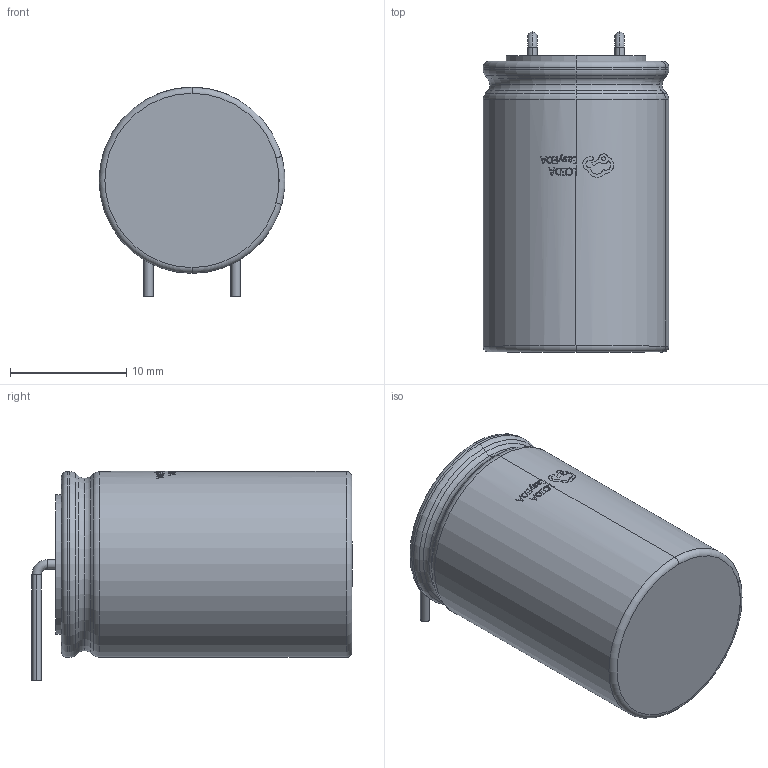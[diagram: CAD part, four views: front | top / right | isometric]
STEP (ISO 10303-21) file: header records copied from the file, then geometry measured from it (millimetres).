
FILE_DESCRIPTION (( 'STEP AP214' ), '1' );
FILE_NAME ('CAP-TH-2P-L26.0-W16.0-H16.0-P7.6.step', '2022-07-01T06:52:51', ( '' ), ( '' ), 'SwSTEP 2.0', 'SolidWorks 2020', '' );
FILE_SCHEMA (( 'AUTOMOTIVE_DESIGN' ));
Length unit declared in the file: millimetre
Products named in the file (1): CAP-TH-2P-L26.0-W16.0-H16.0-P7.6
Bounding box: 16 x 27.55 x 18.01 mm (x, y, z)
Volume: 5031.3 mm3; surface area: 1961.1 mm2
Topology: 2 solids, 2 shells, 293 faces, 778 edges, 511 vertices
Faces by surface type: bspline 203, cylinder 43, torus 28, plane 11, cone 8
Entity records: 18034 total; most frequent: CARTESIAN_POINT 9206, ORIENTED_EDGE 1556, EDGE_CURVE 778, B_SPLINE_CURVE_WITH_KNOTS 614, VERTEX_POINT 511, DIRECTION 460, EDGE_LOOP 315, UNCERTAINTY_MEASURE_WITH_UNIT 297
